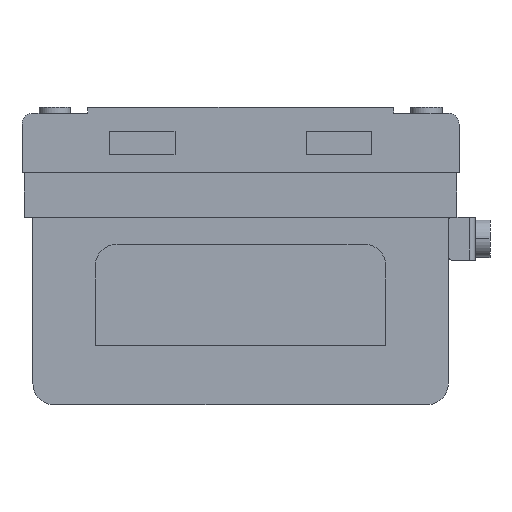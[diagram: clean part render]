
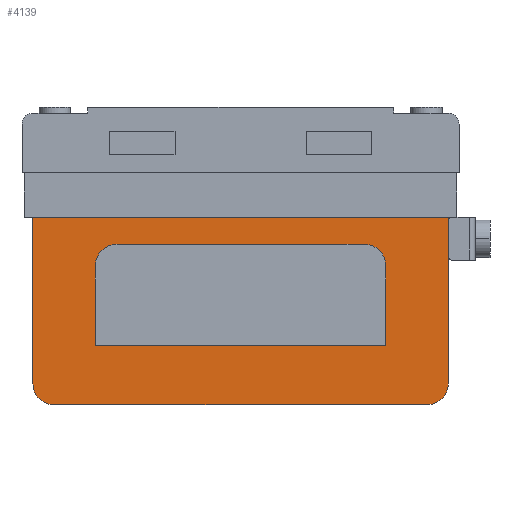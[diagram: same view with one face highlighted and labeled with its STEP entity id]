
A CAD part, left-side view. The second image highlights one B-rep face of the part: STEP entity #4139.
In plain terms, the highlighted planar face has unit normal (-1, 0, 0).
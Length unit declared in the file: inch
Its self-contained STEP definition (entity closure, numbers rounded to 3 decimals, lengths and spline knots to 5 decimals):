
#4 = DIRECTION ( 'NONE',  ( 1., 0., 0. ) ) ;
#34 = FACE_BOUND ( 'NONE', #2899, .T. ) ;
#36 = PLANE ( 'NONE',  #1514 ) ;
#103 = ORIENTED_EDGE ( 'NONE', *, *, #4046, .F. ) ;
#117 = CARTESIAN_POINT ( 'NONE',  ( -2.46102, -1.37339, -2.18504 ) ) ;
#263 = DIRECTION ( 'NONE',  ( 0., 0., 1. ) ) ;
#291 = CARTESIAN_POINT ( 'NONE',  ( -2.46102, 0.90756, -1.16575 ) ) ;
#365 = CARTESIAN_POINT ( 'NONE',  ( -2.46102, -1.06819, -1.16575 ) ) ;
#445 = VERTEX_POINT ( 'NONE', #365 ) ;
#502 = VECTOR ( 'NONE', #1680, 39.37008 ) ;
#529 = DIRECTION ( 'NONE',  ( 0., -1., 0. ) ) ;
#538 = VERTEX_POINT ( 'NONE', #4141 ) ;
#598 = EDGE_CURVE ( 'NONE', #4490, #445, #3013, .T. ) ;
#625 = VECTOR ( 'NONE', #1138, 39.37008 ) ;
#647 = CARTESIAN_POINT ( 'NONE',  ( -2.46102, 1.06819, -1.16575 ) ) ;
#673 = DIRECTION ( 'NONE',  ( 0., -1., 0. ) ) ;
#758 = ORIENTED_EDGE ( 'NONE', *, *, #2103, .F. ) ;
#865 = ORIENTED_EDGE ( 'NONE', *, *, #2048, .F. ) ;
#931 = DIRECTION ( 'NONE',  ( 0., -1., 0. ) ) ;
#968 = CARTESIAN_POINT ( 'NONE',  ( -2.46102, 0., -1.00512 ) ) ;
#974 = ORIENTED_EDGE ( 'NONE', *, *, #1181, .F. ) ;
#1011 = DIRECTION ( 'NONE',  ( 0., -1., 0. ) ) ;
#1048 = CARTESIAN_POINT ( 'NONE',  ( -2.46102, 1.52598, -2.03244 ) ) ;
#1081 = FACE_OUTER_BOUND ( 'NONE', #3634, .T. ) ;
#1086 = EDGE_CURVE ( 'NONE', #4376, #4490, #3485, .T. ) ;
#1100 = DIRECTION ( 'NONE',  ( 0., -1., 0. ) ) ;
#1138 = DIRECTION ( 'NONE',  ( 0., 0., 1. ) ) ;
#1181 = EDGE_CURVE ( 'NONE', #1268, #1698, #3800, .T. ) ;
#1221 = CARTESIAN_POINT ( 'NONE',  ( -2.46102, 1.52598, -0.80846 ) ) ;
#1268 = VERTEX_POINT ( 'NONE', #2145 ) ;
#1295 = DIRECTION ( 'NONE',  ( 0., -1., 0. ) ) ;
#1309 = DIRECTION ( 'NONE',  ( 0., 0., -1. ) ) ;
#1332 = CIRCLE ( 'NONE', #2491, 0.16063 ) ;
#1472 = ORIENTED_EDGE ( 'NONE', *, *, #598, .F. ) ;
#1477 = CARTESIAN_POINT ( 'NONE',  ( -2.46102, 1.37339, -2.18504 ) ) ;
#1481 = LINE ( 'NONE', #4374, #3192 ) ;
#1514 = AXIS2_PLACEMENT_3D ( 'NONE', #2096, #4, #1100 ) ;
#1574 = CARTESIAN_POINT ( 'NONE',  ( -2.46102, -0.90756, -1.16575 ) ) ;
#1611 = VECTOR ( 'NONE', #1295, 39.37008 ) ;
#1621 = CARTESIAN_POINT ( 'NONE',  ( -2.46102, -1.52598, -0.80846 ) ) ;
#1656 = VECTOR ( 'NONE', #1309, 39.37008 ) ;
#1673 = CARTESIAN_POINT ( 'NONE',  ( -2.46102, 0., -2.18504 ) ) ;
#1680 = DIRECTION ( 'NONE',  ( 0., 1., 0. ) ) ;
#1698 = VERTEX_POINT ( 'NONE', #647 ) ;
#1743 = ORIENTED_EDGE ( 'NONE', *, *, #2957, .F. ) ;
#1807 = CIRCLE ( 'NONE', #3378, 0.1526 ) ;
#1821 = DIRECTION ( 'NONE',  ( 0., -1., 0. ) ) ;
#1838 = CARTESIAN_POINT ( 'NONE',  ( -2.46102, -1.06819, -1.49675 ) ) ;
#2013 = ORIENTED_EDGE ( 'NONE', *, *, #2062, .F. ) ;
#2046 = DIRECTION ( 'NONE',  ( 0., 1., 0. ) ) ;
#2048 = EDGE_CURVE ( 'NONE', #3208, #538, #3964, .T. ) ;
#2062 = EDGE_CURVE ( 'NONE', #4370, #1268, #3696, .T. ) ;
#2096 = CARTESIAN_POINT ( 'NONE',  ( -2.46102, 0., -1.49675 ) ) ;
#2103 = EDGE_CURVE ( 'NONE', #445, #4370, #1332, .T. ) ;
#2115 = DIRECTION ( 'NONE',  ( 1., 0., 0. ) ) ;
#2145 = CARTESIAN_POINT ( 'NONE',  ( -2.46102, 0.90756, -1.00512 ) ) ;
#2200 = LINE ( 'NONE', #1673, #2884 ) ;
#2218 = EDGE_CURVE ( 'NONE', #2863, #2625, #2200, .T. ) ;
#2259 = EDGE_CURVE ( 'NONE', #3531, #3755, #4017, .T. ) ;
#2468 = ORIENTED_EDGE ( 'NONE', *, *, #3167, .F. ) ;
#2491 = AXIS2_PLACEMENT_3D ( 'NONE', #1574, #4011, #529 ) ;
#2625 = VERTEX_POINT ( 'NONE', #117 ) ;
#2668 = ORIENTED_EDGE ( 'NONE', *, *, #2218, .T. ) ;
#2673 = ORIENTED_EDGE ( 'NONE', *, *, #2259, .F. ) ;
#2707 = CARTESIAN_POINT ( 'NONE',  ( -2.46102, -1.06819, -1.74803 ) ) ;
#2737 = DIRECTION ( 'NONE',  ( -1., 0., 0. ) ) ;
#2863 = VERTEX_POINT ( 'NONE', #1477 ) ;
#2884 = VECTOR ( 'NONE', #931, 39.37008 ) ;
#2899 = EDGE_LOOP ( 'NONE', ( #974, #2013, #758, #1472, #3256, #103 ) ) ;
#2957 = EDGE_CURVE ( 'NONE', #538, #2625, #1807, .T. ) ;
#3013 = LINE ( 'NONE', #1838, #625 ) ;
#3014 = CARTESIAN_POINT ( 'NONE',  ( -2.46102, 0., -1.74803 ) ) ;
#3064 = DIRECTION ( 'NONE',  ( 1., 0., 0. ) ) ;
#3167 = EDGE_CURVE ( 'NONE', #3755, #3208, #1481, .T. ) ;
#3177 = VECTOR ( 'NONE', #3441, 39.37008 ) ;
#3192 = VECTOR ( 'NONE', #1011, 39.37008 ) ;
#3204 = VECTOR ( 'NONE', #263, 39.37008 ) ;
#3208 = VERTEX_POINT ( 'NONE', #1621 ) ;
#3224 = AXIS2_PLACEMENT_3D ( 'NONE', #4054, #3064, #2046 ) ;
#3256 = ORIENTED_EDGE ( 'NONE', *, *, #1086, .F. ) ;
#3378 = AXIS2_PLACEMENT_3D ( 'NONE', #3853, #2115, #1821 ) ;
#3441 = DIRECTION ( 'NONE',  ( 0., 0., -1. ) ) ;
#3443 = EDGE_CURVE ( 'NONE', #2863, #3531, #4092, .T. ) ;
#3485 = LINE ( 'NONE', #3014, #1611 ) ;
#3531 = VERTEX_POINT ( 'NONE', #1048 ) ;
#3615 = CARTESIAN_POINT ( 'NONE',  ( -2.46102, 1.06819, -1.74803 ) ) ;
#3634 = EDGE_LOOP ( 'NONE', ( #1743, #865, #2468, #2673, #4019, #2668 ) ) ;
#3659 = AXIS2_PLACEMENT_3D ( 'NONE', #291, #2737, #673 ) ;
#3696 = LINE ( 'NONE', #968, #502 ) ;
#3716 = CARTESIAN_POINT ( 'NONE',  ( -2.46102, 1.52598, -1.49675 ) ) ;
#3721 = CARTESIAN_POINT ( 'NONE',  ( -2.46102, -1.52598, -1.49675 ) ) ;
#3755 = VERTEX_POINT ( 'NONE', #1221 ) ;
#3800 = CIRCLE ( 'NONE', #3659, 0.16063 ) ;
#3853 = CARTESIAN_POINT ( 'NONE',  ( -2.46102, -1.37339, -2.03244 ) ) ;
#3873 = CARTESIAN_POINT ( 'NONE',  ( -2.46102, -0.90756, -1.00512 ) ) ;
#3964 = LINE ( 'NONE', #3721, #1656 ) ;
#4011 = DIRECTION ( 'NONE',  ( -1., 0., 0. ) ) ;
#4017 = LINE ( 'NONE', #3716, #3204 ) ;
#4019 = ORIENTED_EDGE ( 'NONE', *, *, #3443, .F. ) ;
#4046 = EDGE_CURVE ( 'NONE', #1698, #4376, #4361, .T. ) ;
#4054 = CARTESIAN_POINT ( 'NONE',  ( -2.46102, 1.37339, -2.03244 ) ) ;
#4092 = CIRCLE ( 'NONE', #3224, 0.1526 ) ;
#4139 = ADVANCED_FACE ( 'NONE', ( #1081, #34 ), #36, .F. ) ;
#4141 = CARTESIAN_POINT ( 'NONE',  ( -2.46102, -1.52598, -2.03244 ) ) ;
#4361 = LINE ( 'NONE', #4422, #3177 ) ;
#4370 = VERTEX_POINT ( 'NONE', #3873 ) ;
#4374 = CARTESIAN_POINT ( 'NONE',  ( -2.46102, 0., -0.80846 ) ) ;
#4376 = VERTEX_POINT ( 'NONE', #3615 ) ;
#4422 = CARTESIAN_POINT ( 'NONE',  ( -2.46102, 1.06819, -1.49675 ) ) ;
#4490 = VERTEX_POINT ( 'NONE', #2707 ) ;
